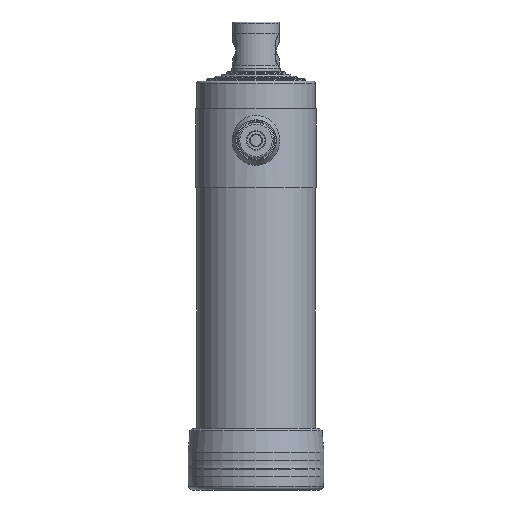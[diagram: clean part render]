
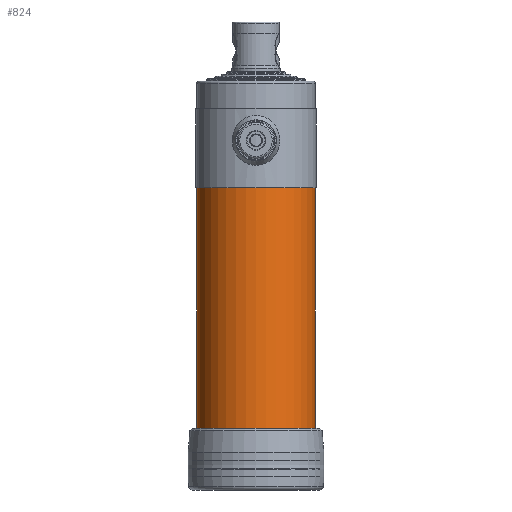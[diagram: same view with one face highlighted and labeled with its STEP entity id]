
A CAD part, front view. The second image highlights one B-rep face of the part: STEP entity #824.
In plain terms, the highlighted cylindrical face has radius 75 mm (diameter 150 mm), a full revolution.
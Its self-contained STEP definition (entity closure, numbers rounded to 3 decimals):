
#824 = ADVANCED_FACE( '', ( #1852, #1853 ), #1854, .T. );
#1852 = FACE_OUTER_BOUND( '', #4872, .T. );
#1853 = FACE_OUTER_BOUND( '', #4873, .T. );
#1854 = CYLINDRICAL_SURFACE( '', #4874, 75. );
#4872 = EDGE_LOOP( '', ( #6745 ) );
#4873 = EDGE_LOOP( '', ( #6746 ) );
#4874 = AXIS2_PLACEMENT_3D( '', #6747, #6748, #6749 );
#6745 = ORIENTED_EDGE( '', *, *, #7270, .F. );
#6746 = ORIENTED_EDGE( '', *, *, #7372, .T. );
#6747 = CARTESIAN_POINT( '', ( 0., 0., -57. ) );
#6748 = DIRECTION( '', ( 0., 0., 1. ) );
#6749 = DIRECTION( '', ( -1., 0., 0. ) );
#7270 = EDGE_CURVE( '', #8094, #8094, #8095, .T. );
#7372 = EDGE_CURVE( '', #8220, #8220, #8221, .T. );
#8094 = VERTEX_POINT( '', #10285 );
#8095 = CIRCLE( '', #10286, 75. );
#8220 = VERTEX_POINT( '', #10992 );
#8221 = CIRCLE( '', #10993, 75. );
#10285 = CARTESIAN_POINT( '', ( -75., 0., 42. ) );
#10286 = AXIS2_PLACEMENT_3D( '', #11668, #11669, #11670 );
#10992 = CARTESIAN_POINT( '', ( -75., 0., 362. ) );
#10993 = AXIS2_PLACEMENT_3D( '', #11734, #11735, #11736 );
#11668 = CARTESIAN_POINT( '', ( 0., 0., 42. ) );
#11669 = DIRECTION( '', ( 0., 0., -1. ) );
#11670 = DIRECTION( '', ( -1., 0., 0. ) );
#11734 = CARTESIAN_POINT( '', ( 0., 0., 362. ) );
#11735 = DIRECTION( '', ( 0., 0., -1. ) );
#11736 = DIRECTION( '', ( -1., 0., 0. ) );
